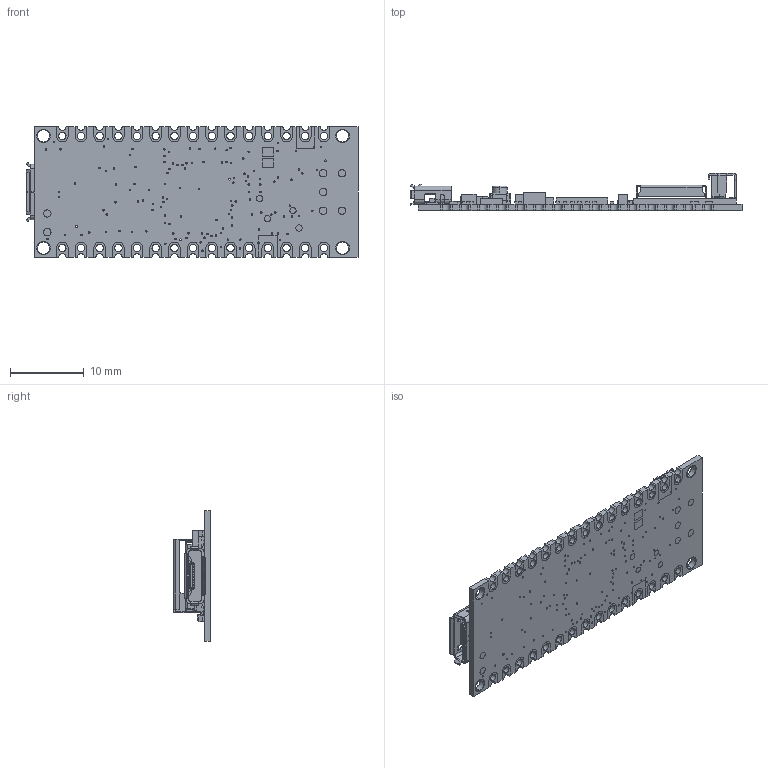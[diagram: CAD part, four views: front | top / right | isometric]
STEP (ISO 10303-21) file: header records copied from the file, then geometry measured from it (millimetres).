
FILE_DESCRIPTION (( 'STEP AP214' ), '1' );
FILE_NAME ('ABX00027.STEP', '2023-11-17T15:03:37', ( '' ), ( '' ), 'SwSTEP 2.0', 'SolidWorks 2021', '' );
FILE_SCHEMA (( 'AUTOMOTIVE_DESIGN' ));
Length unit declared in the file: millimetre
Products named in the file (1): ABX00027
Bounding box: 45.12 x 5.01 x 17.77 mm (x, y, z)
Volume: 910.7 mm3; surface area: 3653.3 mm2
Topology: 156 solids, 156 shells, 2201 faces, 5572 edges, 3672 vertices
Faces by surface type: plane 1392, cylinder 779, bspline 10, torus 8, sphere 8, cone 4
Entity records: 72042 total; most frequent: CARTESIAN_POINT 15445, DIRECTION 11448, ORIENTED_EDGE 11128, EDGE_CURVE 5564, LINE 3904, VECTOR 3904, AXIS2_PLACEMENT_3D 3772, VERTEX_POINT 3672
